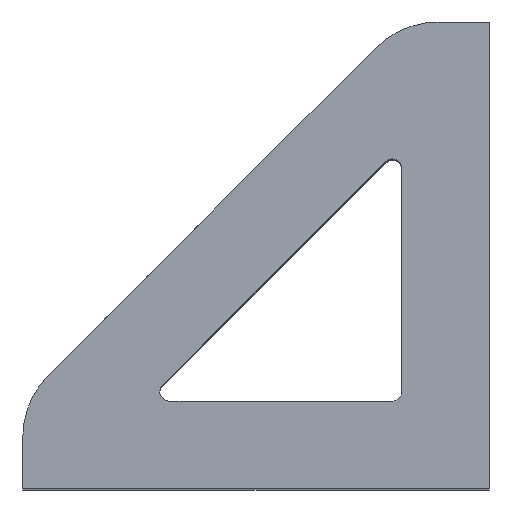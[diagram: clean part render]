
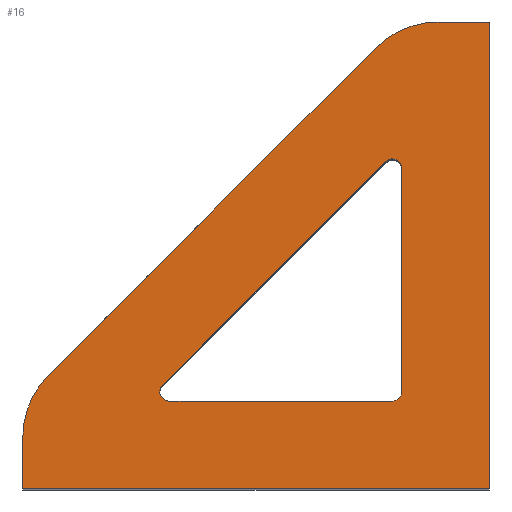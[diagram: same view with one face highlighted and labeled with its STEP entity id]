
A CAD part, top view. The second image highlights one B-rep face of the part: STEP entity #16.
In plain terms, the highlighted planar face has unit normal (0, 0, 1).
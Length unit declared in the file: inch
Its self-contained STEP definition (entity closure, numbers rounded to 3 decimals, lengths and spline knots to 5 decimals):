
#3 = VERTEX_POINT ( 'NONE', #377 ) ;
#14 = CARTESIAN_POINT ( 'NONE',  ( 0.2925, -0.2925, 1.875 ) ) ;
#15 = DIRECTION ( 'NONE',  ( 0., -1., 0. ) ) ;
#16 = ADVANCED_FACE ( 'NONE', ( #77, #670 ), #823, .F. ) ;
#36 = ORIENTED_EDGE ( 'NONE', *, *, #1892, .T. ) ;
#66 = CARTESIAN_POINT ( 'NONE',  ( 0.2925, -0.3125, 1.875 ) ) ;
#70 = LINE ( 'NONE', #1841, #1703 ) ;
#77 = FACE_BOUND ( 'NONE', #432, .T. ) ;
#92 = EDGE_CURVE ( 'NONE', #569, #282, #1734, .T. ) ;
#115 = EDGE_CURVE ( 'NONE', #1612, #282, #1266, .T. ) ;
#181 = DIRECTION ( 'NONE',  ( -1., 0., 0. ) ) ;
#193 = ORIENTED_EDGE ( 'NONE', *, *, #1315, .F. ) ;
#216 = VECTOR ( 'NONE', #1585, 39.37008 ) ;
#237 = CARTESIAN_POINT ( 'NONE',  ( 0.3125, -0.2925, 1.875 ) ) ;
#245 = AXIS2_PLACEMENT_3D ( 'NONE', #1882, #540, #710 ) ;
#251 = VERTEX_POINT ( 'NONE', #1767 ) ;
#282 = VERTEX_POINT ( 'NONE', #66 ) ;
#307 = VECTOR ( 'NONE', #1848, 39.37008 ) ;
#342 = VERTEX_POINT ( 'NONE', #1730 ) ;
#348 = DIRECTION ( 'NONE',  ( 0., 1., 0. ) ) ;
#377 = CARTESIAN_POINT ( 'NONE',  ( -0.5, -0.5, 1.875 ) ) ;
#399 = AXIS2_PLACEMENT_3D ( 'NONE', #1477, #408, #1000 ) ;
#401 = DIRECTION ( 'NONE',  ( -0.707, -0.707, 0. ) ) ;
#408 = DIRECTION ( 'NONE',  ( 0., 0., 1. ) ) ;
#414 = CIRCLE ( 'NONE', #1593, 0.02 ) ;
#432 = EDGE_LOOP ( 'NONE', ( #1457, #512, #1038, #1920, #193, #36 ) ) ;
#436 = ORIENTED_EDGE ( 'NONE', *, *, #1508, .T. ) ;
#447 = VECTOR ( 'NONE', #401, 39.37008 ) ;
#448 = DIRECTION ( 'NONE',  ( -1., 0., 0. ) ) ;
#453 = ORIENTED_EDGE ( 'NONE', *, *, #1143, .T. ) ;
#454 = EDGE_CURVE ( 'NONE', #463, #1515, #1298, .T. ) ;
#463 = VERTEX_POINT ( 'NONE', #600 ) ;
#466 = DIRECTION ( 'NONE',  ( -1., 0., 0. ) ) ;
#472 = DIRECTION ( 'NONE',  ( -1., 0., 0. ) ) ;
#512 = ORIENTED_EDGE ( 'NONE', *, *, #115, .T. ) ;
#540 = DIRECTION ( 'NONE',  ( 0., 0., -1. ) ) ;
#569 = VERTEX_POINT ( 'NONE', #936 ) ;
#577 = LINE ( 'NONE', #1482, #1189 ) ;
#590 = LINE ( 'NONE', #856, #1907 ) ;
#591 = VERTEX_POINT ( 'NONE', #1571 ) ;
#600 = CARTESIAN_POINT ( 'NONE',  ( -0.44508, -0.25758, 1.875 ) ) ;
#606 = DIRECTION ( 'NONE',  ( 0., 0., -1. ) ) ;
#607 = LINE ( 'NONE', #1642, #1847 ) ;
#612 = EDGE_CURVE ( 'NONE', #1276, #683, #1539, .T. ) ;
#622 = CARTESIAN_POINT ( 'NONE',  ( 0.5, 0.5, 1.875 ) ) ;
#624 = DIRECTION ( 'NONE',  ( 0., 0., -1. ) ) ;
#653 = CARTESIAN_POINT ( 'NONE',  ( 0.5, 0.5, 1.875 ) ) ;
#670 = FACE_OUTER_BOUND ( 'NONE', #1800, .T. ) ;
#674 = CARTESIAN_POINT ( 'NONE',  ( 0.2925, 0.18655, 1.875 ) ) ;
#683 = VERTEX_POINT ( 'NONE', #622 ) ;
#697 = LINE ( 'NONE', #1731, #447 ) ;
#703 = VECTOR ( 'NONE', #181, 39.37008 ) ;
#710 = DIRECTION ( 'NONE',  ( 0., -1., 0. ) ) ;
#725 = EDGE_CURVE ( 'NONE', #1612, #251, #70, .T. ) ;
#754 = AXIS2_PLACEMENT_3D ( 'NONE', #674, #1431, #1737 ) ;
#756 = CARTESIAN_POINT ( 'NONE',  ( 0.39017, 0.3125, 1.875 ) ) ;
#806 = CARTESIAN_POINT ( 'NONE',  ( -0.18655, -0.2925, 1.875 ) ) ;
#823 = PLANE ( 'NONE',  #245 ) ;
#835 = AXIS2_PLACEMENT_3D ( 'NONE', #14, #606, #448 ) ;
#837 = ORIENTED_EDGE ( 'NONE', *, *, #612, .T. ) ;
#838 = EDGE_CURVE ( 'NONE', #683, #342, #932, .T. ) ;
#856 = CARTESIAN_POINT ( 'NONE',  ( 0.5, -0.5, 1.875 ) ) ;
#932 = LINE ( 'NONE', #653, #703 ) ;
#936 = CARTESIAN_POINT ( 'NONE',  ( -0.18655, -0.3125, 1.875 ) ) ;
#959 = VERTEX_POINT ( 'NONE', #1303 ) ;
#995 = CARTESIAN_POINT ( 'NONE',  ( 0.3125, -0.3125, 1.875 ) ) ;
#1000 = DIRECTION ( 'NONE',  ( -1., 0., 0. ) ) ;
#1023 = ORIENTED_EDGE ( 'NONE', *, *, #1339, .T. ) ;
#1038 = ORIENTED_EDGE ( 'NONE', *, *, #92, .F. ) ;
#1127 = EDGE_CURVE ( 'NONE', #1515, #3, #577, .T. ) ;
#1143 = EDGE_CURVE ( 'NONE', #959, #463, #607, .T. ) ;
#1167 = DIRECTION ( 'NONE',  ( -0.707, -0.707, 0. ) ) ;
#1189 = VECTOR ( 'NONE', #15, 39.37008 ) ;
#1191 = ORIENTED_EDGE ( 'NONE', *, *, #838, .T. ) ;
#1241 = CARTESIAN_POINT ( 'NONE',  ( 0.5, 0.5, 1.875 ) ) ;
#1266 = CIRCLE ( 'NONE', #835, 0.02 ) ;
#1276 = VERTEX_POINT ( 'NONE', #1592 ) ;
#1298 = CIRCLE ( 'NONE', #399, 0.1875 ) ;
#1303 = CARTESIAN_POINT ( 'NONE',  ( 0.25758, 0.44508, 1.875 ) ) ;
#1315 = EDGE_CURVE ( 'NONE', #1488, #591, #697, .T. ) ;
#1339 = EDGE_CURVE ( 'NONE', #3, #1276, #590, .T. ) ;
#1431 = DIRECTION ( 'NONE',  ( 0., 0., -1. ) ) ;
#1457 = ORIENTED_EDGE ( 'NONE', *, *, #725, .F. ) ;
#1477 = CARTESIAN_POINT ( 'NONE',  ( -0.3125, -0.39017, 1.875 ) ) ;
#1478 = DIRECTION ( 'NONE',  ( 1., 0., 0. ) ) ;
#1482 = CARTESIAN_POINT ( 'NONE',  ( -0.5, -0.3125, 1.875 ) ) ;
#1488 = VERTEX_POINT ( 'NONE', #1521 ) ;
#1508 = EDGE_CURVE ( 'NONE', #342, #959, #1688, .T. ) ;
#1515 = VERTEX_POINT ( 'NONE', #1807 ) ;
#1521 = CARTESIAN_POINT ( 'NONE',  ( 0.27836, 0.20069, 1.875 ) ) ;
#1539 = LINE ( 'NONE', #1241, #307 ) ;
#1555 = ORIENTED_EDGE ( 'NONE', *, *, #1127, .T. ) ;
#1558 = CIRCLE ( 'NONE', #754, 0.02 ) ;
#1564 = AXIS2_PLACEMENT_3D ( 'NONE', #756, #1799, #466 ) ;
#1571 = CARTESIAN_POINT ( 'NONE',  ( -0.20069, -0.27836, 1.875 ) ) ;
#1585 = DIRECTION ( 'NONE',  ( 1., 0., 0. ) ) ;
#1592 = CARTESIAN_POINT ( 'NONE',  ( 0.5, -0.5, 1.875 ) ) ;
#1593 = AXIS2_PLACEMENT_3D ( 'NONE', #806, #624, #472 ) ;
#1609 = ORIENTED_EDGE ( 'NONE', *, *, #454, .T. ) ;
#1612 = VERTEX_POINT ( 'NONE', #237 ) ;
#1642 = CARTESIAN_POINT ( 'NONE',  ( 0.3125, 0.5, 1.875 ) ) ;
#1688 = CIRCLE ( 'NONE', #1564, 0.1875 ) ;
#1703 = VECTOR ( 'NONE', #348, 39.37008 ) ;
#1730 = CARTESIAN_POINT ( 'NONE',  ( 0.39017, 0.5, 1.875 ) ) ;
#1731 = CARTESIAN_POINT ( 'NONE',  ( 0.3125, 0.23483, 1.875 ) ) ;
#1734 = LINE ( 'NONE', #995, #216 ) ;
#1737 = DIRECTION ( 'NONE',  ( -1., 0., 0. ) ) ;
#1767 = CARTESIAN_POINT ( 'NONE',  ( 0.3125, 0.18655, 1.875 ) ) ;
#1784 = EDGE_CURVE ( 'NONE', #569, #591, #414, .T. ) ;
#1799 = DIRECTION ( 'NONE',  ( 0., 0., 1. ) ) ;
#1800 = EDGE_LOOP ( 'NONE', ( #453, #1609, #1555, #1023, #837, #1191, #436 ) ) ;
#1807 = CARTESIAN_POINT ( 'NONE',  ( -0.5, -0.39017, 1.875 ) ) ;
#1841 = CARTESIAN_POINT ( 'NONE',  ( 0.3125, 0.23483, 1.875 ) ) ;
#1847 = VECTOR ( 'NONE', #1167, 39.37008 ) ;
#1848 = DIRECTION ( 'NONE',  ( 0., 1., 0. ) ) ;
#1882 = CARTESIAN_POINT ( 'NONE',  ( 0., 0., 1.875 ) ) ;
#1892 = EDGE_CURVE ( 'NONE', #1488, #251, #1558, .T. ) ;
#1907 = VECTOR ( 'NONE', #1478, 39.37008 ) ;
#1920 = ORIENTED_EDGE ( 'NONE', *, *, #1784, .T. ) ;
